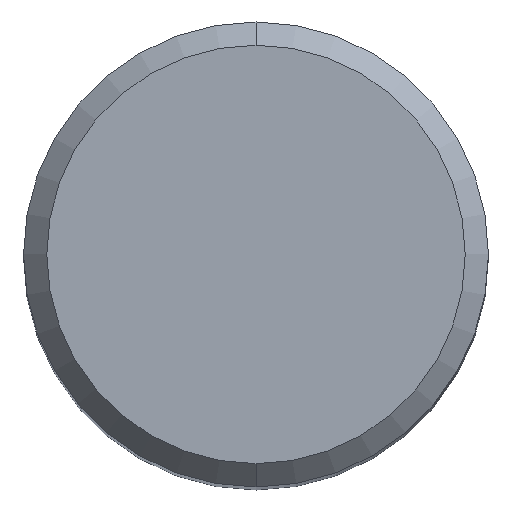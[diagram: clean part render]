
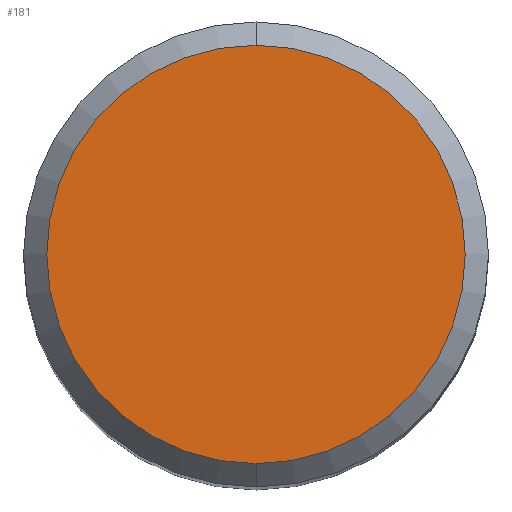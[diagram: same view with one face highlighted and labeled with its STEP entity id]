
A CAD part, top view. The second image highlights one B-rep face of the part: STEP entity #181.
In plain terms, the highlighted planar face has unit normal (0, 0, 1).
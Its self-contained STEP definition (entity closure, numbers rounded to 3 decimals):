
#123=EDGE_CURVE('',#127,#187,#276,.T.);
#127=VERTEX_POINT('',#280);
#137=EDGE_CURVE('',#187,#127,#290,.T.);
#181=ADVANCED_FACE('',(#340),#341,.T.);
#187=VERTEX_POINT('',#348);
#276=CIRCLE('',#441,5.4);
#280=CARTESIAN_POINT('',(0.,-5.4,0.0));
#290=CIRCLE('',#462,5.4);
#340=FACE_OUTER_BOUND('',#527,.T.);
#341=PLANE('',#528);
#348=CARTESIAN_POINT('',(0.0,5.4,0.0));
#441=AXIS2_PLACEMENT_3D('',#626,#627,#628);
#462=AXIS2_PLACEMENT_3D('',#637,#638,#639);
#527=EDGE_LOOP('',(#707,#708));
#528=AXIS2_PLACEMENT_3D('',#709,#710,#711);
#626=CARTESIAN_POINT('',(0.0,0.0,0.0));
#627=DIRECTION('',(0.0,0.0,-1.0));
#628=DIRECTION('',(0.0,1.0,0.0));
#637=CARTESIAN_POINT('',(0.0,0.0,0.0));
#638=DIRECTION('',(0.0,0.0,-1.0));
#639=DIRECTION('',(0.0,1.0,0.0));
#707=ORIENTED_EDGE('',*,*,#137,.F.);
#708=ORIENTED_EDGE('',*,*,#123,.F.);
#709=CARTESIAN_POINT('',(0.0,2.7,0.0));
#710=DIRECTION('',(-0.0,0.0,1.0));
#711=DIRECTION('',(0.0,-1.0,0.0));
